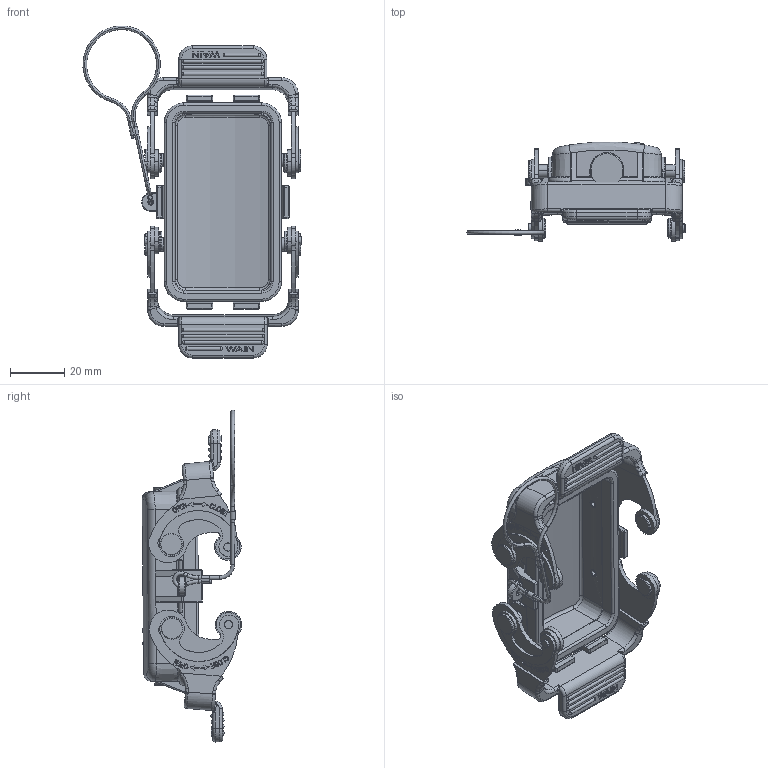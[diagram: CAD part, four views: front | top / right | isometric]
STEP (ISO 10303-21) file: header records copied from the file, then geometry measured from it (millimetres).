
FILE_DESCRIPTION(/* description */ (''),/* implementation_level */ '2;1');
FILE_NAME(/* name */ '11111.stp',/* time_stamp */ '2023-12-06T14:11:47+08:00',/* author */ (''),/* organization */ (''),/* preprocessor_version */ 'ST-DEVELOPER v18.1',/* originating_system */ 'SIEMENS PLM Software NX 1980',/* authorisation */ '');
FILE_SCHEMA (('AUTOMOTIVE_DESIGN { 1 0 10303 214 3 1 1 1 }'));
Length unit declared in the file: millimetre
Products named in the file (1): 3D_1120100418001_H10B-MMCV-2L_SC_1S_V1.0_stp
Bounding box: 80.19 x 36.66 x 122.12 mm (x, y, z)
Volume: 34290.1 mm3; surface area: 28573.4 mm2
Topology: 2 solids, 3 shells, 1730 faces, 4572 edges, 2953 vertices
Faces by surface type: plane 766, cylinder 547, torus 173, extrusion 85, bspline 66, cone 59, sphere 32, revolution 2
Entity records: 66402 total; most frequent: CARTESIAN_POINT 17447, ORIENTED_EDGE 9072, DIRECTION 7964, EDGE_CURVE 4536, VERTEX_POINT 2953, AXIS2_PLACEMENT_3D 2866, VECTOR 2230, LINE 2145
